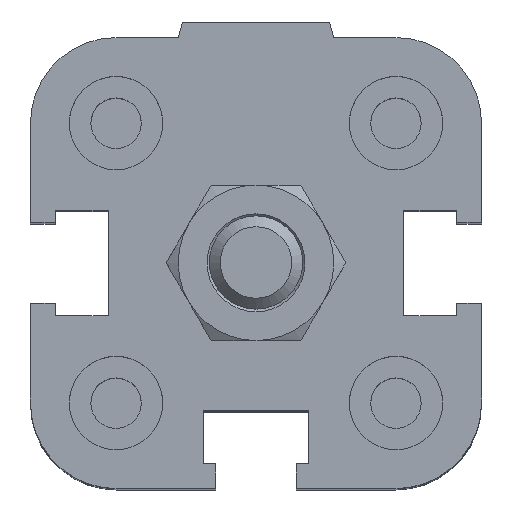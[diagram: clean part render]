
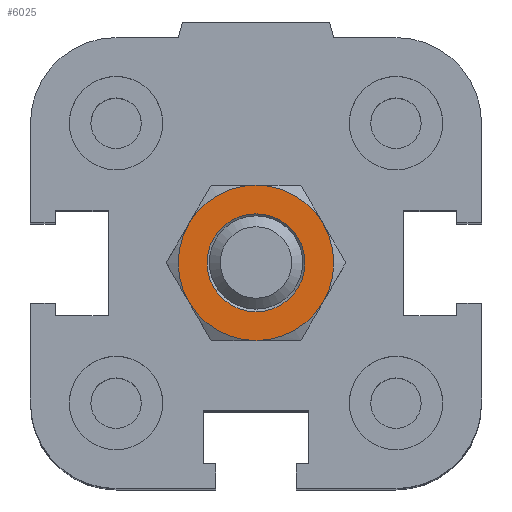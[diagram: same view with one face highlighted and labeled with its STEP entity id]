
A CAD part, top view. The second image highlights one B-rep face of the part: STEP entity #6025.
In plain terms, the highlighted planar face has unit normal (0, 0, 1).
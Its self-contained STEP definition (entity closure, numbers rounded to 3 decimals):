
#5388=CARTESIAN_POINT('',(3.15,0.0,4.0));
#5389=VERTEX_POINT('',#5388);
#5390=CARTESIAN_POINT('',(0.0,0.0,4.0));
#5391=DIRECTION('',(0.0,0.0,-1.0));
#5392=DIRECTION('',(1.0,0.0,0.0));
#5393=AXIS2_PLACEMENT_3D('',#5390,#5391,#5392);
#5394=CIRCLE('',#5393,3.15);
#5395=EDGE_CURVE('',#5389,#5389,#5394,.T.);
#5410=CARTESIAN_POINT('',(-4.33,2.5,4.0));
#5411=VERTEX_POINT('',#5410);
#5425=CARTESIAN_POINT('',(-4.33,-2.5,4.0));
#5426=VERTEX_POINT('',#5425);
#5440=CARTESIAN_POINT('',(0.0,0.0,4.0));
#5441=DIRECTION('',(0.0,0.0,1.0));
#5442=DIRECTION('',(-1.0,0.0,0.0));
#5443=AXIS2_PLACEMENT_3D('',#5440,#5441,#5442);
#5444=CIRCLE('',#5443,5.0);
#5445=EDGE_CURVE('',#5411,#5426,#5444,.T.);
#5457=CARTESIAN_POINT('',(0.0,5.0,4.0));
#5458=VERTEX_POINT('',#5457);
#5485=CARTESIAN_POINT('',(0.0,0.0,4.0));
#5486=DIRECTION('',(0.0,0.0,1.0));
#5487=DIRECTION('',(-1.0,0.0,0.0));
#5488=AXIS2_PLACEMENT_3D('',#5485,#5486,#5487);
#5489=CIRCLE('',#5488,5.0);
#5490=EDGE_CURVE('',#5458,#5411,#5489,.T.);
#5502=CARTESIAN_POINT('',(4.33,2.5,4.0));
#5503=VERTEX_POINT('',#5502);
#5530=CARTESIAN_POINT('',(0.0,0.0,4.0));
#5531=DIRECTION('',(0.0,0.0,1.0));
#5532=DIRECTION('',(-1.0,0.0,0.0));
#5533=AXIS2_PLACEMENT_3D('',#5530,#5531,#5532);
#5534=CIRCLE('',#5533,5.0);
#5535=EDGE_CURVE('',#5503,#5458,#5534,.T.);
#5560=CARTESIAN_POINT('',(4.33,-2.5,4.0));
#5561=VERTEX_POINT('',#5560);
#5562=CARTESIAN_POINT('',(0.0,0.0,4.0));
#5563=DIRECTION('',(0.0,0.0,1.0));
#5564=DIRECTION('',(-1.0,0.0,0.0));
#5565=AXIS2_PLACEMENT_3D('',#5562,#5563,#5564);
#5566=CIRCLE('',#5565,5.0);
#5567=EDGE_CURVE('',#5561,#5503,#5566,.T.);
#5605=CARTESIAN_POINT('',(0.,-5.,4.0));
#5606=VERTEX_POINT('',#5605);
#5607=CARTESIAN_POINT('',(0.0,0.0,4.0));
#5608=DIRECTION('',(0.0,0.0,1.0));
#5609=DIRECTION('',(-1.0,0.0,0.0));
#5610=AXIS2_PLACEMENT_3D('',#5607,#5608,#5609);
#5611=CIRCLE('',#5610,5.0);
#5612=EDGE_CURVE('',#5606,#5561,#5611,.T.);
#5650=CARTESIAN_POINT('',(0.0,0.0,4.0));
#5651=DIRECTION('',(0.0,0.0,1.0));
#5652=DIRECTION('',(-1.0,0.0,0.0));
#5653=AXIS2_PLACEMENT_3D('',#5650,#5651,#5652);
#5654=CIRCLE('',#5653,5.0);
#5655=EDGE_CURVE('',#5426,#5606,#5654,.T.);
#6009=CARTESIAN_POINT('',(0.,0.,4.0));
#6010=DIRECTION('',(0.0,0.0,1.0));
#6011=DIRECTION('',(1.0,0.0,0.0));
#6012=AXIS2_PLACEMENT_3D('',#6009,#6010,#6011);
#6013=PLANE('',#6012);
#6014=ORIENTED_EDGE('',*,*,#5655,.T.);
#6015=ORIENTED_EDGE('',*,*,#5612,.T.);
#6016=ORIENTED_EDGE('',*,*,#5567,.T.);
#6017=ORIENTED_EDGE('',*,*,#5535,.T.);
#6018=ORIENTED_EDGE('',*,*,#5490,.T.);
#6019=ORIENTED_EDGE('',*,*,#5445,.T.);
#6020=EDGE_LOOP('',(#6014,#6015,#6016,#6017,#6018,#6019));
#6021=FACE_OUTER_BOUND('',#6020,.T.);
#6022=ORIENTED_EDGE('',*,*,#5395,.T.);
#6023=EDGE_LOOP('',(#6022));
#6024=FACE_BOUND('',#6023,.T.);
#6025=ADVANCED_FACE('',(#6021,#6024),#6013,.T.);
